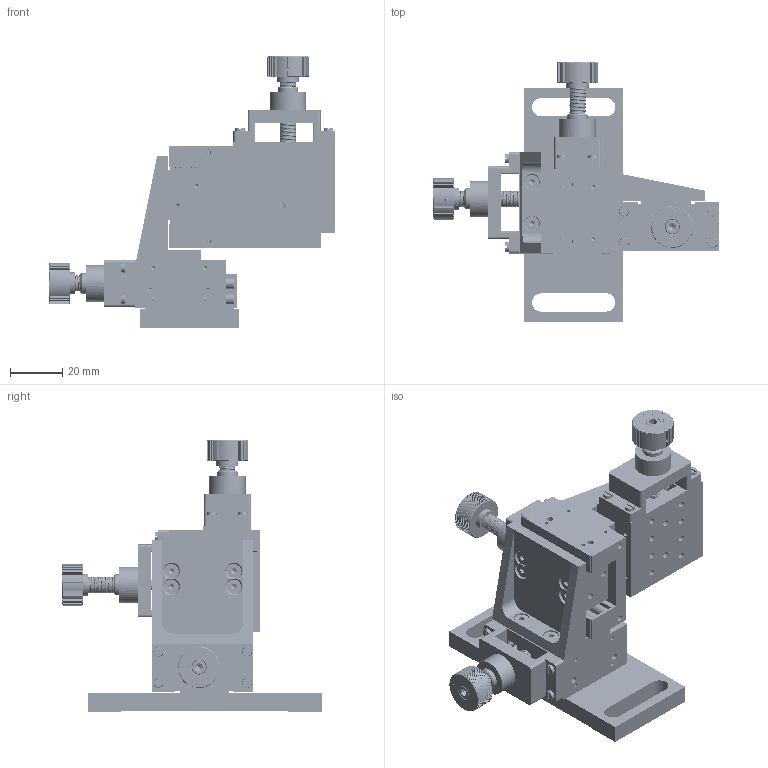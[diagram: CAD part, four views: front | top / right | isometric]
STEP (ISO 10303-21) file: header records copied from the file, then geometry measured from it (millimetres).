
FILE_DESCRIPTION(/* description */ (''),/* implementation_level */ '2;1');
FILE_NAME(/* name */ '02_3TSS-B',/* time_stamp */ '2025-06-25T08:35:10+03:00',/* author */ (''),/* organization */ (''),/* preprocessor_version */ 'ST-DEVELOPER v16.5',/* originating_system */ 'Rhino 7.34',/* authorisation */ '');
FILE_SCHEMA (('AUTOMOTIVE_DESIGN'));
Products named in the file (1): Document
Bounding box: 109.77 x 99.79 x 104.21 mm (x, y, z)
Volume: 120633.1 mm3; surface area: 71193.3 mm2
Topology: 10 solids, 10 shells, 3915 faces, 11139 edges, 7038 vertices
Faces by surface type: plane 2008, cylinder 1207, bspline 700
Entity records: 178890 total; most frequent: CARTESIAN_POINT 108997, ORIENTED_EDGE 22030, EDGE_CURVE 11015, B_SPLINE_CURVE_WITH_KNOTS 7584, VERTEX_POINT 7031, EDGE_LOOP 4204, ADVANCED_FACE 3899, FACE_OUTER_BOUND 3899
